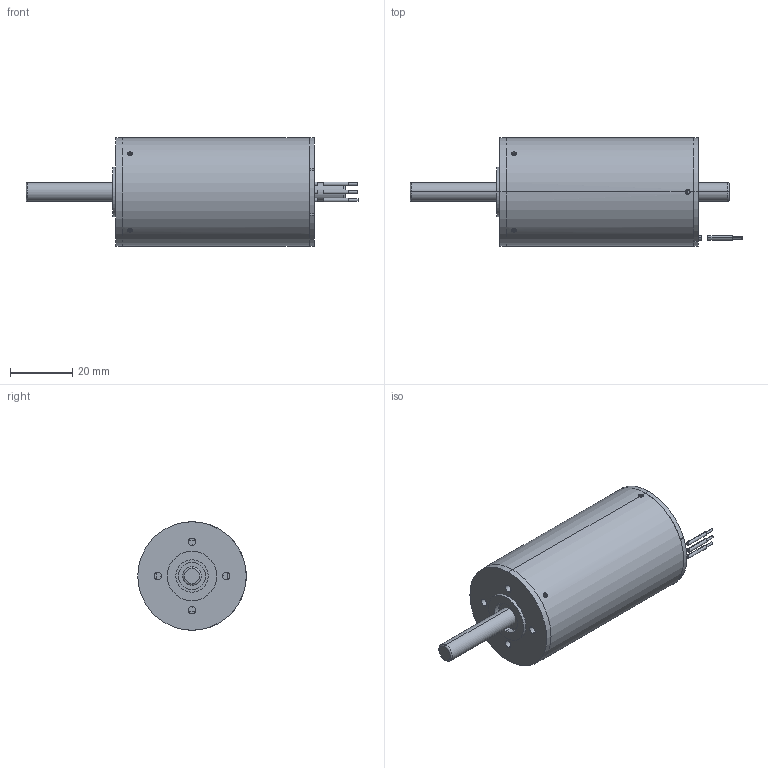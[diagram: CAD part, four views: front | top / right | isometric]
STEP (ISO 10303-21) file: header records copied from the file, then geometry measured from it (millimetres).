
FILE_DESCRIPTION (( 'STEP AP203' ), '1' );
FILE_NAME ('approval 106506407.STEP', '2025-07-29T00:52:30', ( 'China' ), ( 'Microsoft' ), 'SwSTEP 2.0', 'SolidWorks 2018', '' );
FILE_SCHEMA (( 'CONFIG_CONTROL_DESIGN' ));
Products named in the file (1): approval 106506407
Bounding box: 107.06 x 35 x 35 mm (x, y, z)
Volume: 57281.7 mm3; surface area: 236511.5 mm2
Topology: 265 solids, 265 shells, 1993 faces, 4224 edges, 2782 vertices
Faces by surface type: cylinder 1260, plane 635, torus 60, cone 36, bspline 2
Entity records: 57011 total; most frequent: DIRECTION 10800, CARTESIAN_POINT 10717, ORIENTED_EDGE 8448, AXIS2_PLACEMENT_3D 4649, EDGE_CURVE 4224, VERTEX_POINT 2782, CIRCLE 2657, EDGE_LOOP 2538
